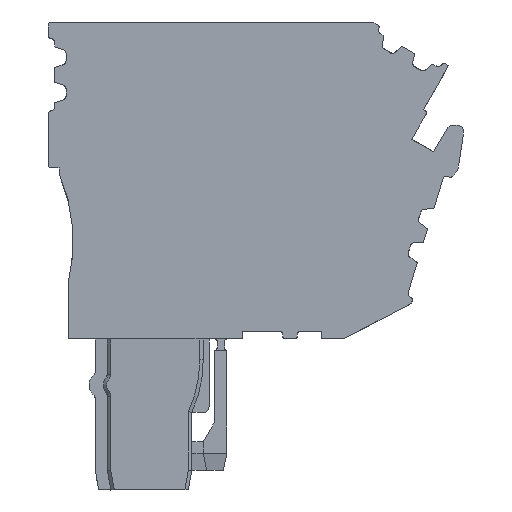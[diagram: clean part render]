
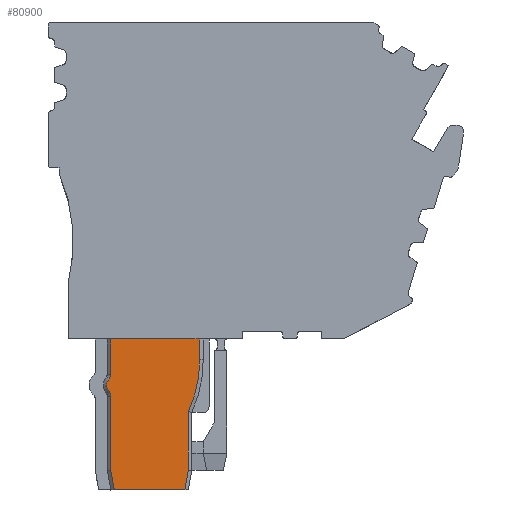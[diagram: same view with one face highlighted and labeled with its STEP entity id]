
A CAD part, left-side view. The second image highlights one B-rep face of the part: STEP entity #80900.
In plain terms, the highlighted planar face has unit normal (-1, 0, 0).
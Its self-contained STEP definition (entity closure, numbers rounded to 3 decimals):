
#80808=AXIS2_PLACEMENT_3D('Plane Axis2P3D',#80805,#80806,#80807) ;
#80819=AXIS2_PLACEMENT_3D('Circle Axis2P3D',#80817,#80818,$) ;
#80826=AXIS2_PLACEMENT_3D('Circle Axis2P3D',#80824,#80825,$) ;
#80833=AXIS2_PLACEMENT_3D('Circle Axis2P3D',#80831,#80832,$) ;
#80875=AXIS2_PLACEMENT_3D('Circle Axis2P3D',#80873,#80874,$) ;
#75804=CARTESIAN_POINT('Vertex',(0.7,30.733,13.15)) ;
#75807=CARTESIAN_POINT('Line Origine',(0.7,27.158,13.15)) ;
#75811=CARTESIAN_POINT('Vertex',(0.7,23.583,13.15)) ;
#80153=CARTESIAN_POINT('Line Origine',(0.7,23.283,13.15)) ;
#80157=CARTESIAN_POINT('Vertex',(0.7,22.983,13.15)) ;
#80805=CARTESIAN_POINT('Axis2P3D Location',(0.7,27.733,-0.25)) ;
#80810=CARTESIAN_POINT('Line Origine',(0.7,30.733,11.619)) ;
#80814=CARTESIAN_POINT('Vertex',(0.7,30.733,10.088)) ;
#80817=CARTESIAN_POINT('Axis2P3D Location',(0.7,31.333,10.088)) ;
#80821=CARTESIAN_POINT('Vertex',(0.7,30.873,9.703)) ;
#80824=CARTESIAN_POINT('Axis2P3D Location',(0.7,30.183,9.125)) ;
#80828=CARTESIAN_POINT('Vertex',(0.7,30.873,8.547)) ;
#80831=CARTESIAN_POINT('Axis2P3D Location',(0.7,31.333,8.162)) ;
#80835=CARTESIAN_POINT('Vertex',(0.7,30.733,8.162)) ;
#80838=CARTESIAN_POINT('Line Origine',(0.7,30.733,4.927)) ;
#80842=CARTESIAN_POINT('Vertex',(0.7,30.733,1.693)) ;
#80845=CARTESIAN_POINT('Line Origine',(0.7,30.584,0.846)) ;
#80849=CARTESIAN_POINT('Vertex',(0.7,30.435,0.)) ;
#80852=CARTESIAN_POINT('Line Origine',(0.7,27.361,0.)) ;
#80856=CARTESIAN_POINT('Vertex',(0.7,24.288,0.)) ;
#80859=CARTESIAN_POINT('Line Origine',(0.7,24.135,0.864)) ;
#80863=CARTESIAN_POINT('Vertex',(0.7,23.983,1.728)) ;
#80866=CARTESIAN_POINT('Line Origine',(0.7,23.983,4.274)) ;
#80870=CARTESIAN_POINT('Vertex',(0.7,23.983,6.821)) ;
#80873=CARTESIAN_POINT('Axis2P3D Location',(0.7,33.683,11.337)) ;
#80877=CARTESIAN_POINT('Vertex',(0.7,22.983,11.337)) ;
#80880=CARTESIAN_POINT('Line Origine',(0.7,22.983,12.244)) ;
#75808=DIRECTION('Vector Direction',(0.,1.,0.)) ;
#80154=DIRECTION('Vector Direction',(0.,1.,0.)) ;
#80806=DIRECTION('Axis2P3D Direction',(-1.,0.,0.)) ;
#80807=DIRECTION('Axis2P3D XDirection',(0.,1.,0.)) ;
#80811=DIRECTION('Vector Direction',(0.,0.,-1.)) ;
#80818=DIRECTION('Axis2P3D Direction',(-1.,0.,0.)) ;
#80825=DIRECTION('Axis2P3D Direction',(-1.,0.,0.)) ;
#80832=DIRECTION('Axis2P3D Direction',(-1.,0.,0.)) ;
#80839=DIRECTION('Vector Direction',(0.,0.,-1.)) ;
#80846=DIRECTION('Vector Direction',(0.,-0.174,-0.985)) ;
#80853=DIRECTION('Vector Direction',(0.,-1.,0.)) ;
#80860=DIRECTION('Vector Direction',(0.,0.174,-0.985)) ;
#80867=DIRECTION('Vector Direction',(0.,0.,-1.)) ;
#80874=DIRECTION('Axis2P3D Direction',(-1.,0.,0.)) ;
#80881=DIRECTION('Vector Direction',(0.,0.,1.)) ;
#75809=VECTOR('Line Direction',#75808,1.) ;
#80155=VECTOR('Line Direction',#80154,1.) ;
#80812=VECTOR('Line Direction',#80811,1.) ;
#80840=VECTOR('Line Direction',#80839,1.) ;
#80847=VECTOR('Line Direction',#80846,1.) ;
#80854=VECTOR('Line Direction',#80853,1.) ;
#80861=VECTOR('Line Direction',#80860,1.) ;
#80868=VECTOR('Line Direction',#80867,1.) ;
#80882=VECTOR('Line Direction',#80881,1.) ;
#80886=ORIENTED_EDGE('',*,*,#80159,.T.) ;
#80887=ORIENTED_EDGE('',*,*,#75813,.T.) ;
#80888=ORIENTED_EDGE('',*,*,#80816,.F.) ;
#80889=ORIENTED_EDGE('',*,*,#80823,.T.) ;
#80890=ORIENTED_EDGE('',*,*,#80830,.T.) ;
#80891=ORIENTED_EDGE('',*,*,#80837,.T.) ;
#80892=ORIENTED_EDGE('',*,*,#80844,.F.) ;
#80893=ORIENTED_EDGE('',*,*,#80851,.F.) ;
#80894=ORIENTED_EDGE('',*,*,#80858,.T.) ;
#80895=ORIENTED_EDGE('',*,*,#80865,.F.) ;
#80896=ORIENTED_EDGE('',*,*,#80872,.F.) ;
#80897=ORIENTED_EDGE('',*,*,#80879,.F.) ;
#80898=ORIENTED_EDGE('',*,*,#80884,.F.) ;
#80900=ADVANCED_FACE('V6',(#80899),#80809,.T.) ;
#80820=CIRCLE('generated circle',#80819,0.6) ;
#80827=CIRCLE('generated circle',#80826,0.9) ;
#80834=CIRCLE('generated circle',#80833,0.6) ;
#80876=CIRCLE('generated circle',#80875,10.7) ;
#75813=EDGE_CURVE('',#75812,#75805,#75810,.T.) ;
#80159=EDGE_CURVE('',#80158,#75812,#80156,.T.) ;
#80816=EDGE_CURVE('',#80815,#75805,#80813,.F.) ;
#80823=EDGE_CURVE('',#80815,#80822,#80820,.F.) ;
#80830=EDGE_CURVE('',#80822,#80829,#80827,.T.) ;
#80837=EDGE_CURVE('',#80829,#80836,#80834,.F.) ;
#80844=EDGE_CURVE('',#80843,#80836,#80841,.F.) ;
#80851=EDGE_CURVE('',#80850,#80843,#80848,.F.) ;
#80858=EDGE_CURVE('',#80850,#80857,#80855,.T.) ;
#80865=EDGE_CURVE('',#80864,#80857,#80862,.T.) ;
#80872=EDGE_CURVE('',#80871,#80864,#80869,.T.) ;
#80879=EDGE_CURVE('',#80878,#80871,#80876,.F.) ;
#80884=EDGE_CURVE('',#80158,#80878,#80883,.F.) ;
#80885=EDGE_LOOP('',(#80886,#80887,#80888,#80889,#80890,#80891,#80892,#80893,#80894,#80895,#80896,#80897,#80898)) ;
#80899=FACE_OUTER_BOUND('',#80885,.T.) ;
#75810=LINE('Line',#75807,#75809) ;
#80156=LINE('Line',#80153,#80155) ;
#80813=LINE('Line',#80810,#80812) ;
#80841=LINE('Line',#80838,#80840) ;
#80848=LINE('Line',#80845,#80847) ;
#80855=LINE('Line',#80852,#80854) ;
#80862=LINE('Line',#80859,#80861) ;
#80869=LINE('Line',#80866,#80868) ;
#80883=LINE('Line',#80880,#80882) ;
#80809=PLANE('',#80808) ;
#75805=VERTEX_POINT('',#75804) ;
#75812=VERTEX_POINT('',#75811) ;
#80158=VERTEX_POINT('',#80157) ;
#80815=VERTEX_POINT('',#80814) ;
#80822=VERTEX_POINT('',#80821) ;
#80829=VERTEX_POINT('',#80828) ;
#80836=VERTEX_POINT('',#80835) ;
#80843=VERTEX_POINT('',#80842) ;
#80850=VERTEX_POINT('',#80849) ;
#80857=VERTEX_POINT('',#80856) ;
#80864=VERTEX_POINT('',#80863) ;
#80871=VERTEX_POINT('',#80870) ;
#80878=VERTEX_POINT('',#80877) ;
